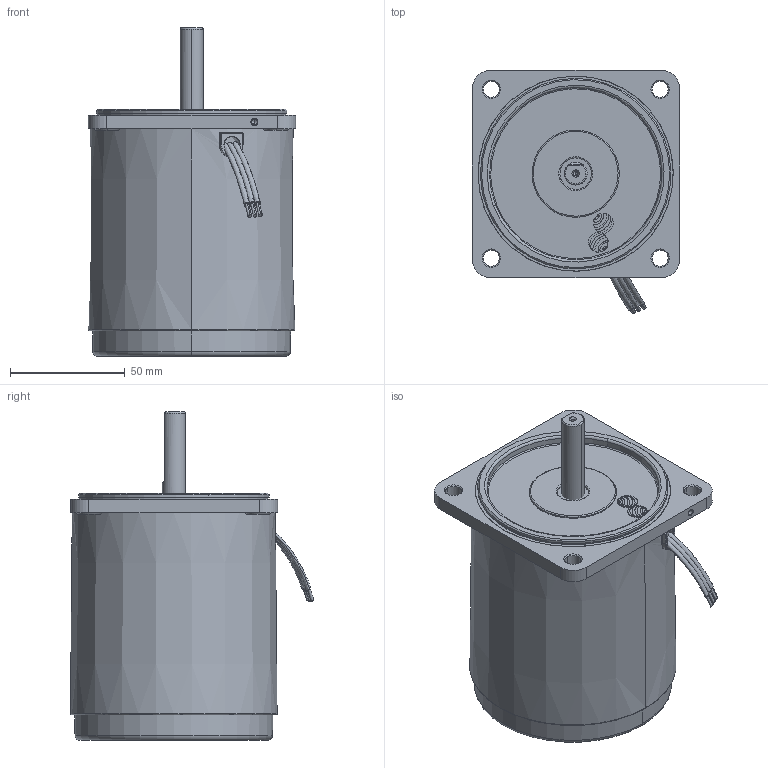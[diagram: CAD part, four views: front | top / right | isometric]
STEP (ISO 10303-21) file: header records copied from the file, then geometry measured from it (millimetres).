
FILE_DESCRIPTION (( 'STEP AP203' ), '1' );
FILE_NAME ('5TK20A-¡¼P-5CA70¡¼6000Z0.STEP', '2018-04-23T04:29:47', ( '' ), ( '' ), 'SwSTEP 2.0', 'SolidWorks 2010', '' );
FILE_SCHEMA (( 'CONFIG_CONTROL_DESIGN' ));
Length unit declared in the file: millimetre
Products named in the file (6): 40A; 5TK20A-〖P-5CA70〖6000Z0; M540; 上蓋 C583-30; 出口線-3條; 線扣
Assembly tree (5 placements, depth 2):
  5TK20A-〖P-5CA70〖6000Z0
    M540
    40A
    出口線-3條
    上蓋 C583-30
    線扣
Bounding box: 90.3 x 105.88 x 143 mm (x, y, z)
Volume: 664402.1 mm3; surface area: 66054.2 mm2
Topology: 7 solids, 8 shells, 364 faces, 912 edges, 582 vertices
Faces by surface type: cylinder 195, plane 75, torus 45, cone 33, bspline 12, sphere 4
Entity records: 12157 total; most frequent: CARTESIAN_POINT 2386, DIRECTION 2169, ORIENTED_EDGE 1808, AXIS2_PLACEMENT_3D 933, EDGE_CURVE 904, VERTEX_POINT 582, CIRCLE 573, EDGE_LOOP 412
